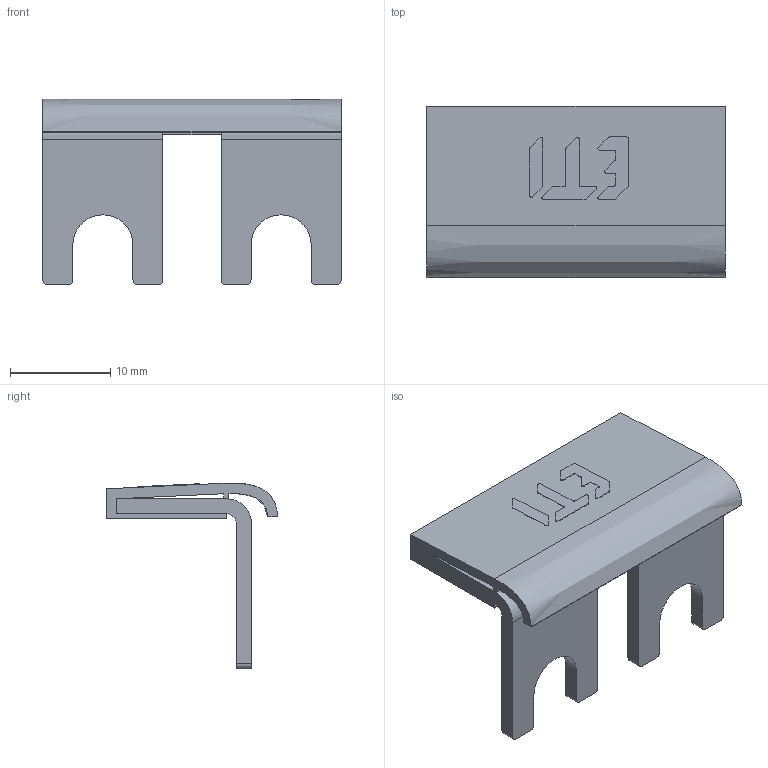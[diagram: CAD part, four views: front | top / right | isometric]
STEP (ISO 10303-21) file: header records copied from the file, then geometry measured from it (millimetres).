
FILE_DESCRIPTION((''),'2;1');
FILE_NAME('IZ16_1F_2_ETITEC_ASM','2021-02-02T',('marketing.praksa'),('Audax d.o.o.'),'CREO PARAMETRIC BY PTC INC, 2017480','CREO PARAMETRIC BY PTC INC, 2017480','');
FILE_SCHEMA(('AUTOMOTIVE_DESIGN { 1 0 10303 214 1 1 1 1 }'));
Length unit declared in the file: millimetre
Products named in the file (9): PRT0064_1_1; 6P_PLASTIC_1; 4P_COPPER_ASM_1_ASM; TMP_DWG_65_1_1; TMP_DWG_65_1_2; TMP_DWG_65_1_3; CRM-82TO_ASM; LOGO_X-9_87_Y-6_07_ASM; IZ16_1F_2_ETITEC_ASM
Assembly tree (8 placements, depth 4):
  IZ16_1F_2_ETITEC_ASM
    4P_COPPER_ASM_1_ASM
      PRT0064_1_1
      6P_PLASTIC_1
    LOGO_X-9_87_Y-6_07_ASM
      CRM-82TO_ASM
        TMP_DWG_65_1_1
        TMP_DWG_65_1_2
        TMP_DWG_65_1_3
Bounding box: 29.8 x 17.12 x 18.56 mm (x, y, z)
Volume: 1798.3 mm3; surface area: 3655.4 mm2
Topology: 5 solids, 5 shells, 104 faces, 282 edges, 188 vertices
Faces by surface type: plane 64, cylinder 38, extrusion 2
Entity records: 4855 total; most frequent: CARTESIAN_POINT 656, DIRECTION 609, ORIENTED_EDGE 564, PRESENTATION_STYLE_ASSIGNMENT 287, STYLED_ITEM 287, CURVE_STYLE 282, EDGE_CURVE 282, AXIS2_PLACEMENT_3D 205
